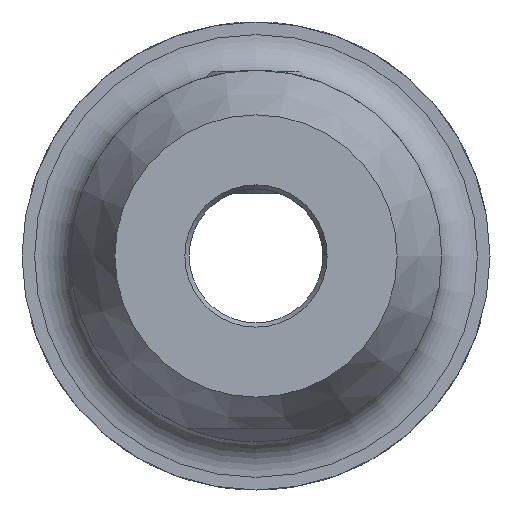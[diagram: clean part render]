
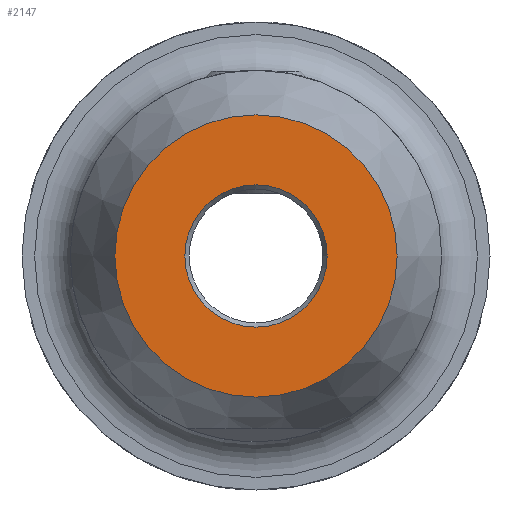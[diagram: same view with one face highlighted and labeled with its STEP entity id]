
A CAD part, left-side view. The second image highlights one B-rep face of the part: STEP entity #2147.
In plain terms, the highlighted planar face has unit normal (-1, 0, 0).
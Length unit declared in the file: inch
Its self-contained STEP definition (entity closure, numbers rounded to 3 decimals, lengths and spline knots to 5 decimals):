
#196=FACE_BOUND('',#375,.T.);
#243=FACE_OUTER_BOUND('',#374,.T.);
#374=EDGE_LOOP('',(#1560,#1561));
#375=EDGE_LOOP('',(#1562));
#520=CIRCLE('',#2353,0.37706);
#523=CIRCLE('',#2358,0.74803);
#524=CIRCLE('',#2359,0.74803);
#894=VERTEX_POINT('',#3825);
#897=VERTEX_POINT('',#3835);
#898=VERTEX_POINT('',#3836);
#1142=EDGE_CURVE('',#894,#894,#520,.T.);
#1147=EDGE_CURVE('',#897,#898,#523,.T.);
#1148=EDGE_CURVE('',#898,#897,#524,.T.);
#1560=ORIENTED_EDGE('',*,*,#1147,.F.);
#1561=ORIENTED_EDGE('',*,*,#1148,.F.);
#1562=ORIENTED_EDGE('',*,*,#1142,.F.);
#1958=PLANE('',#2357);
#2147=ADVANCED_FACE('',(#243,#196),#1958,.T.);
#2353=AXIS2_PLACEMENT_3D('',#3826,#2747,#2748);
#2357=AXIS2_PLACEMENT_3D('',#3834,#2757,#2758);
#2358=AXIS2_PLACEMENT_3D('',#3837,#2759,#2760);
#2359=AXIS2_PLACEMENT_3D('',#3838,#2761,#2762);
#2747=DIRECTION('center_axis',(-1.,0.,0.));
#2748=DIRECTION('ref_axis',(0.,0.,-1.));
#2757=DIRECTION('center_axis',(-1.,0.,0.));
#2758=DIRECTION('ref_axis',(0.,0.,1.));
#2759=DIRECTION('center_axis',(1.,0.,0.));
#2760=DIRECTION('ref_axis',(0.,1.,0.));
#2761=DIRECTION('center_axis',(1.,0.,0.));
#2762=DIRECTION('ref_axis',(0.,1.,0.));
#3825=CARTESIAN_POINT('',(-2.55906,0.,0.37706));
#3826=CARTESIAN_POINT('Origin',(-2.55906,0.,
0.));
#3834=CARTESIAN_POINT('Origin',(-2.55906,0.37402,0.));
#3835=CARTESIAN_POINT('',(-2.55906,0.74803,0.));
#3836=CARTESIAN_POINT('',(-2.55906,-0.74803,0.));
#3837=CARTESIAN_POINT('Origin',(-2.55906,0.,
0.));
#3838=CARTESIAN_POINT('Origin',(-2.55906,0.,
0.));
